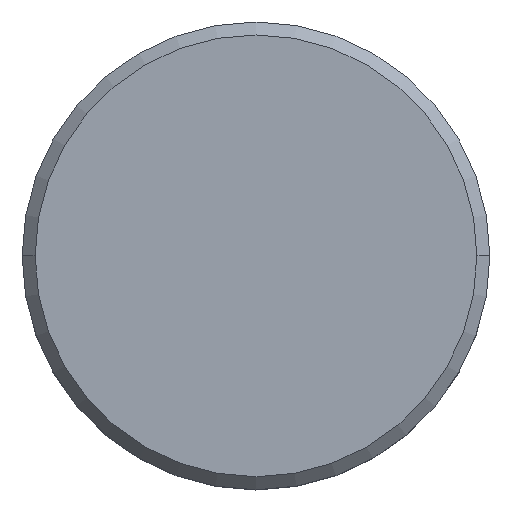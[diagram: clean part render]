
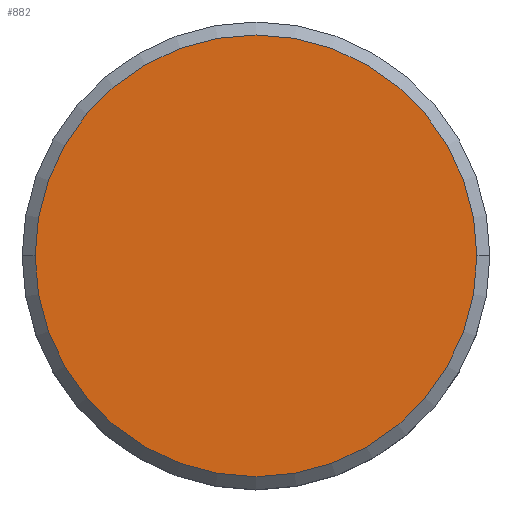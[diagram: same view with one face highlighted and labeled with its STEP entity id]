
A CAD part, top view. The second image highlights one B-rep face of the part: STEP entity #882.
In plain terms, the highlighted planar face has unit normal (0, 0, 1).
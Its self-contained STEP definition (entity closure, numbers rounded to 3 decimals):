
#63 = AXIS2_PLACEMENT_3D ( 'NONE', #932, #485, #828 ) ;
#64 = VERTEX_POINT ( 'NONE', #105 ) ;
#84 = ORIENTED_EDGE ( 'NONE', *, *, #152, .T. ) ;
#105 = CARTESIAN_POINT ( 'NONE',  ( -8.5, 0., 0. ) ) ;
#152 = EDGE_CURVE ( 'NONE', #790, #64, #562, .T. ) ;
#194 = DIRECTION ( 'NONE',  ( 1., 0., 0. ) ) ;
#250 = DIRECTION ( 'NONE',  ( 1., 0., 0. ) ) ;
#290 = ORIENTED_EDGE ( 'NONE', *, *, #859, .T. ) ;
#293 = CARTESIAN_POINT ( 'NONE',  ( 0., 0., 0. ) ) ;
#485 = DIRECTION ( 'NONE',  ( 0., 0., 1. ) ) ;
#507 = CARTESIAN_POINT ( 'NONE',  ( 8.5, 0., 0. ) ) ;
#523 = EDGE_LOOP ( 'NONE', ( #290, #84 ) ) ;
#562 = CIRCLE ( 'NONE', #63, 8.5 ) ;
#605 = CARTESIAN_POINT ( 'NONE',  ( 0., 0., 0. ) ) ;
#630 = PLANE ( 'NONE',  #799 ) ;
#632 = AXIS2_PLACEMENT_3D ( 'NONE', #605, #1042, #250 ) ;
#650 = CIRCLE ( 'NONE', #632, 8.5 ) ;
#790 = VERTEX_POINT ( 'NONE', #507 ) ;
#799 = AXIS2_PLACEMENT_3D ( 'NONE', #293, #985, #194 ) ;
#828 = DIRECTION ( 'NONE',  ( 1., 0., 0. ) ) ;
#859 = EDGE_CURVE ( 'NONE', #64, #790, #650, .T. ) ;
#882 = ADVANCED_FACE ( 'NONE', ( #992 ), #630, .T. ) ;
#932 = CARTESIAN_POINT ( 'NONE',  ( 0., 0., 0. ) ) ;
#985 = DIRECTION ( 'NONE',  ( 0., 0., 1. ) ) ;
#992 = FACE_OUTER_BOUND ( 'NONE', #523, .T. ) ;
#1042 = DIRECTION ( 'NONE',  ( 0., 0., 1. ) ) ;
